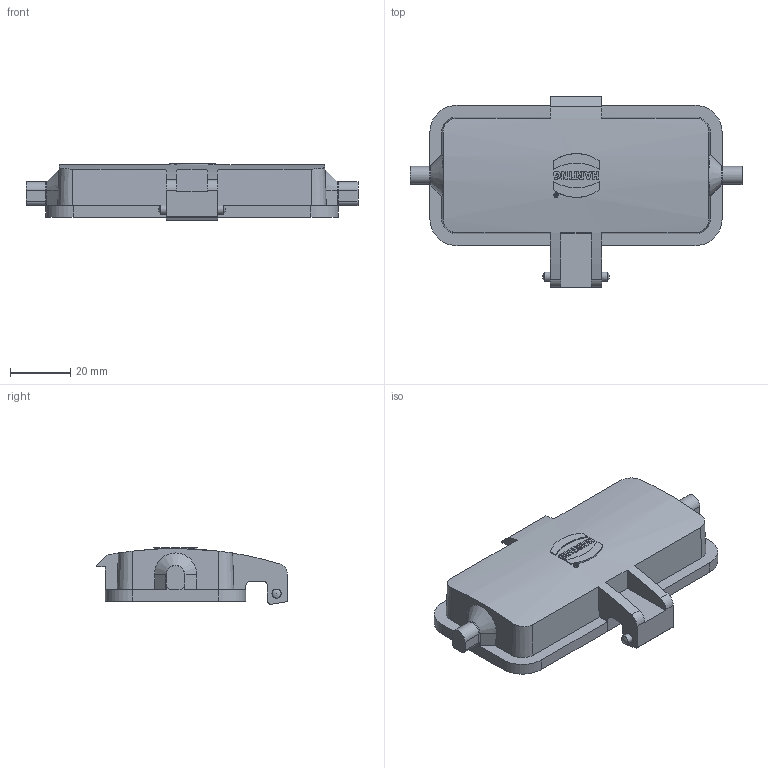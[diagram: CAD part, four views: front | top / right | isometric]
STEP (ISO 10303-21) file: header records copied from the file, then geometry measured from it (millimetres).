
FILE_DESCRIPTION(/* description */ (''),/* implementation_level */ '2;1');
FILE_NAME(/* name */ '100509265ugm000_c.stp',/* time_stamp */ '2019-10-29T08:43:00+01:00',/* author */ (''),/* organization */ (''),/* preprocessor_version */ 'ST-DEVELOPER v16.7',/* originating_system */ 'SIEMENS PLM Software NX 12.0',/* authorisation */ '');
FILE_SCHEMA (('AUTOMOTIVE_DESIGN { 1 0 10303 214 3 1 1 1 }'));
Length unit declared in the file: millimetre
Products named in the file (1): 100509265ugm000_c
Bounding box: 110 x 63.25 x 18.81 mm (x, y, z)
Volume: 18940.9 mm3; surface area: 19166.9 mm2
Topology: 1 solids, 1 shells, 279 faces, 755 edges, 491 vertices
Faces by surface type: plane 161, cylinder 55, extrusion 22, cone 20, bspline 13, torus 6, sphere 2
Full cylindrical faces by diameter (mm): 1.006 x1, 1.477 x1, 3 x2, 3.05 x1
Entity records: 10537 total; most frequent: CARTESIAN_POINT 2822, ORIENTED_EDGE 1470, DIRECTION 1302, EDGE_CURVE 735, VERTEX_POINT 478, VECTOR 440, AXIS2_PLACEMENT_3D 431, LINE 418
